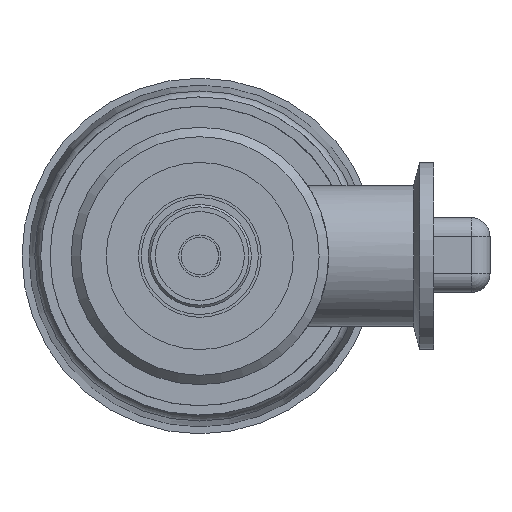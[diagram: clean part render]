
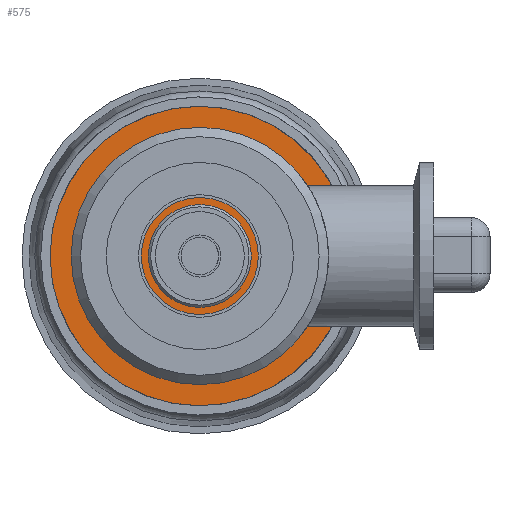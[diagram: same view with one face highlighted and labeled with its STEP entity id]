
A CAD part, front view. The second image highlights one B-rep face of the part: STEP entity #575.
In plain terms, the highlighted planar face has unit normal (0, -1, 0).
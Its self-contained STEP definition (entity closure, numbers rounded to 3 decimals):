
#575=ADVANCED_FACE('',(#1801,#1803),#1805,.T.);
#1801=FACE_BOUND('',#1802,.T.);
#1802=EDGE_LOOP('',(#2667));
#1803=FACE_BOUND('',#1804,.T.);
#1804=EDGE_LOOP('',(#2668));
#1805=PLANE('',#1806);
#1806=AXIS2_PLACEMENT_3D('',#1807,#1808,#1809);
#1807=CARTESIAN_POINT('',(0.,86.5,0.));
#1808=DIRECTION('',(0.,-1.,0.));
#1809=DIRECTION('',(1.,0.,0.));
#2667=ORIENTED_EDGE('',*,*,#3034,.T.);
#2668=ORIENTED_EDGE('',*,*,#3040,.F.);
#3034=EDGE_CURVE('',#3431,#3431,#3432,.T.);
#3040=EDGE_CURVE('',#3443,#3443,#3444,.T.);
#3431=VERTEX_POINT('',#5478);
#3432=CIRCLE('',#5479,32.);
#3443=VERTEX_POINT('',#5724);
#3444=CIRCLE('',#5725,11.);
#5478=CARTESIAN_POINT('',(32.,86.5,0.));
#5479=AXIS2_PLACEMENT_3D('',#5480,#5481,#5482);
#5480=CARTESIAN_POINT('',(0.,86.5,0.));
#5481=DIRECTION('',(0.,-1.,0.));
#5482=DIRECTION('',(1.,0.,0.));
#5724=CARTESIAN_POINT('',(11.,86.5,0.));
#5725=AXIS2_PLACEMENT_3D('',#5726,#5727,#5728);
#5726=CARTESIAN_POINT('',(0.,86.5,0.));
#5727=DIRECTION('',(0.,-1.,0.));
#5728=DIRECTION('',(1.,0.,0.));
